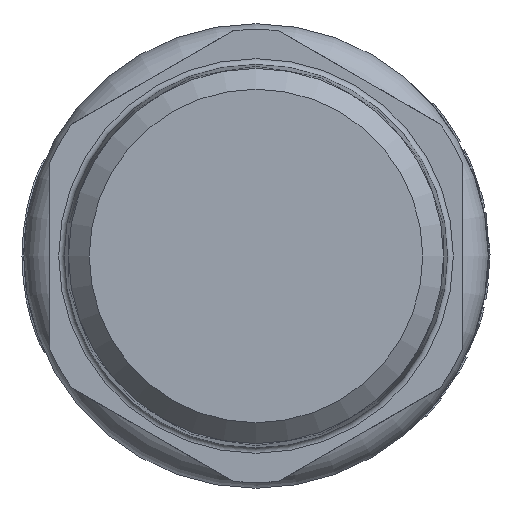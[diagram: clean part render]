
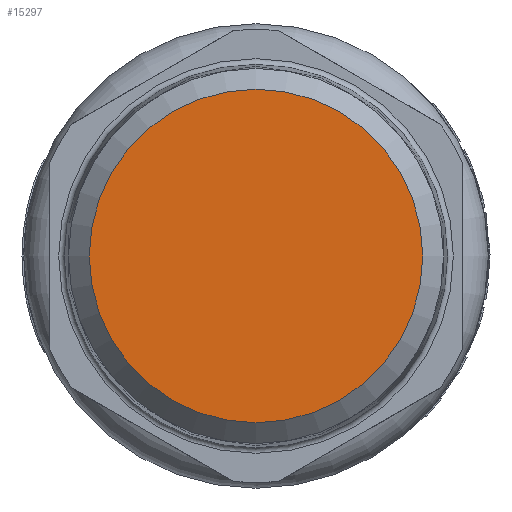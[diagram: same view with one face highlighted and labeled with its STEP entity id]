
A CAD part, left-side view. The second image highlights one B-rep face of the part: STEP entity #15297.
In plain terms, the highlighted planar face has unit normal (-1, 0, 0).
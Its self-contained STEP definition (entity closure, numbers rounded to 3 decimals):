
#3532=FACE_OUTER_BOUND('',#4373,.T.);
#4373=EDGE_LOOP('',(#13262,#13263));
#5105=CIRCLE('',#16666,14.537);
#5106=CIRCLE('',#16667,14.537);
#6618=VERTEX_POINT('',#31822);
#6619=VERTEX_POINT('',#31823);
#8845=EDGE_CURVE('',#6618,#6619,#5105,.T.);
#8846=EDGE_CURVE('',#6619,#6618,#5106,.T.);
#13262=ORIENTED_EDGE('',*,*,#8845,.T.);
#13263=ORIENTED_EDGE('',*,*,#8846,.T.);
#13734=PLANE('',#16665);
#15297=ADVANCED_FACE('',(#3532),#13734,.T.);
#16665=AXIS2_PLACEMENT_3D('',#31821,#20039,#20040);
#16666=AXIS2_PLACEMENT_3D('',#31824,#20041,#20042);
#16667=AXIS2_PLACEMENT_3D('',#31825,#20043,#20044);
#20039=DIRECTION('center_axis',(-1.,0.,0.));
#20040=DIRECTION('ref_axis',(0.,0.,1.));
#20041=DIRECTION('center_axis',(-1.,0.,0.));
#20042=DIRECTION('ref_axis',(0.,0.,-1.));
#20043=DIRECTION('center_axis',(-1.,0.,0.));
#20044=DIRECTION('ref_axis',(0.,0.,-1.));
#31821=CARTESIAN_POINT('Origin',(-37.8,0.,-16.297));
#31822=CARTESIAN_POINT('',(-37.8,0.,-14.537));
#31823=CARTESIAN_POINT('',(-37.8,0.,14.537));
#31824=CARTESIAN_POINT('Origin',(-37.8,0.,0.));
#31825=CARTESIAN_POINT('Origin',(-37.8,0.,0.));
